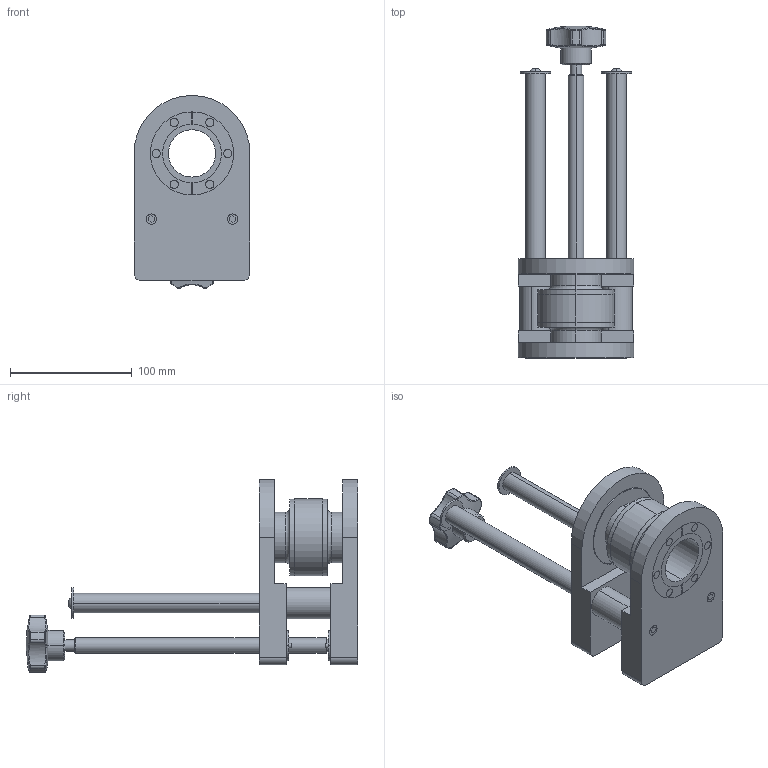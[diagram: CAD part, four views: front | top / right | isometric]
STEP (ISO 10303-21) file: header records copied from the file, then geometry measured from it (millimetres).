
FILE_DESCRIPTION (( 'STEP AP203' ), '1' );
FILE_NAME ('BLT27C-06_10017688.STEP', '2015-03-12T21:32:56', ( 'JBeebout' ), ( 'Microsoft' ), 'SwSTEP 2.0', 'SolidWorks 2014', '' );
FILE_SCHEMA (( 'CONFIG_CONTROL_DESIGN' ));
Length unit declared in the file: inch
Products named in the file (1): BLT27C-06_10017688
Bounding box: 95.25 x 272.85 x 158.63 mm (x, y, z)
Volume: 653677.4 mm3; surface area: 125279.1 mm2
Topology: 1 solids, 1 shells, 227 faces, 525 edges, 345 vertices
Faces by surface type: cylinder 89, plane 68, bspline 30, cone 18, torus 18, sphere 4
Entity records: 8300 total; most frequent: CARTESIAN_POINT 3014, DIRECTION 1113, ORIENTED_EDGE 1050, EDGE_CURVE 525, AXIS2_PLACEMENT_3D 460, VERTEX_POINT 345, EDGE_LOOP 284, CIRCLE 262
